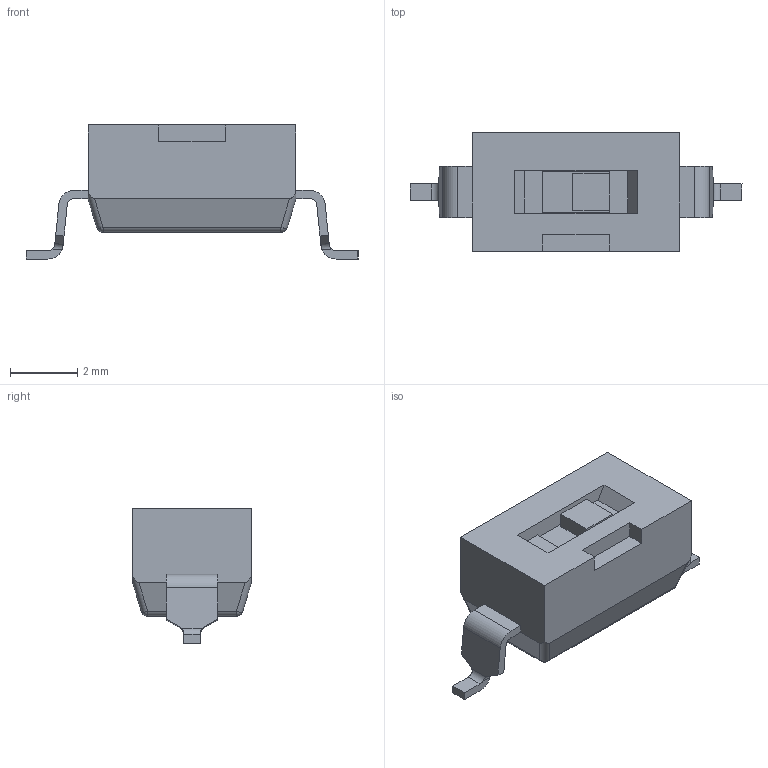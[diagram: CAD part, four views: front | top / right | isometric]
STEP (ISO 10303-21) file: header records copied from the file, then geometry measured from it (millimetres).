
FILE_DESCRIPTION(/* description */ (''),/* implementation_level */ '2;1');
FILE_NAME(/* name */ 'DS04-254-2-01BK-SMT.step',/* time_stamp */ '2021-10-06T14:20:27+02:00',/* author */ (''),/* organization */ (''),/* preprocessor_version */ 'ST-DEVELOPER v18.1',/* originating_system */ 'Autodesk Translation Framework v10.10.0.1391',/* authorisation */ '');
FILE_SCHEMA (('AUTOMOTIVE_DESIGN { 1 0 10303 214 3 1 1 }'));
Length unit declared in the file: millimetre
Products named in the file (2): (Unsaved); Component6
Assembly tree (1 placements, depth 2):
  (Unsaved)
    Component6
Bounding box: 9.9 x 3.54 x 4 mm (x, y, z)
Volume: 66.9 mm3; surface area: 133.2 mm2
Topology: 4 solids, 4 shells, 115 faces, 306 edges, 196 vertices
Faces by surface type: plane 79, cylinder 32, sphere 4
Entity records: 3608 total; most frequent: CARTESIAN_POINT 678, ORIENTED_EDGE 604, DIRECTION 596, EDGE_CURVE 302, LINE 224, VECTOR 224, VERTEX_POINT 196, AXIS2_PLACEMENT_3D 186
